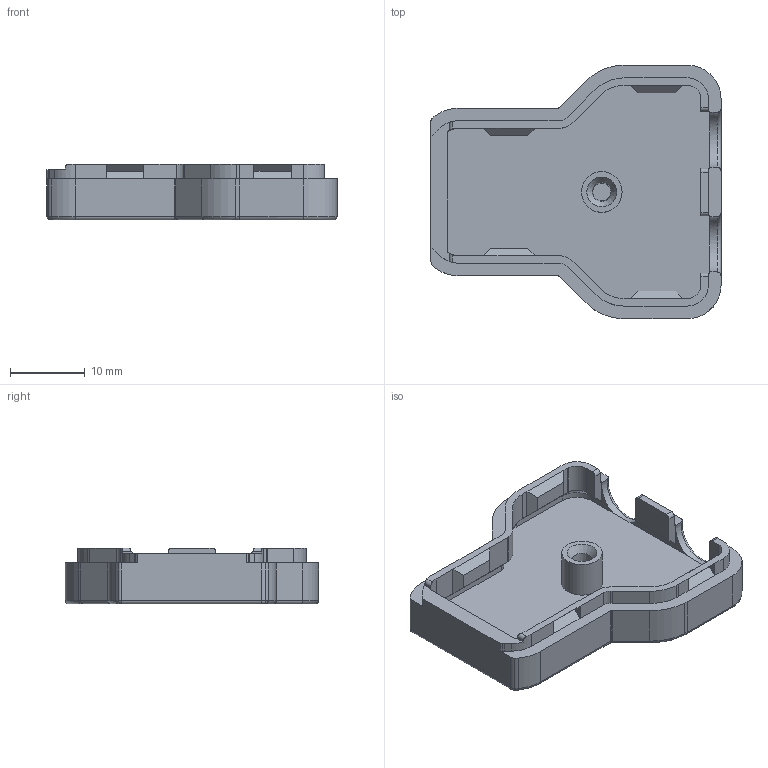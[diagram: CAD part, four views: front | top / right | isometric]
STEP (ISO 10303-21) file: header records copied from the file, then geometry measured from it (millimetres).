
FILE_DESCRIPTION(/* description */ (''),/* implementation_level */ '2;1');
FILE_NAME(/* name */ 'Rocket-Switch-Interface-Top-Case.step',/* time_stamp */ '2022-10-25T19:17:51-07:00',/* author */ (''),/* organization */ (''),/* preprocessor_version */ 'ST-DEVELOPER v19.2',/* originating_system */ 'Autodesk Translation Framework v11.17.0.187',/* authorisation */ '');
FILE_SCHEMA (('AUTOMOTIVE_DESIGN { 1 0 10303 214 3 1 1 }'));
Length unit declared in the file: millimetre
Products named in the file (2): Rocket-Switch-Interface-Top-Case; Case
Assembly tree (1 placements, depth 2):
  Rocket-Switch-Interface-Top-Case
    Case
Bounding box: 38.9 x 34 x 7.5 mm (x, y, z)
Volume: 2927 mm3; surface area: 4082.7 mm2
Topology: 1 solids, 1 shells, 678 faces, 1888 edges, 1232 vertices
Faces by surface type: bspline 383, plane 214, cylinder 59, torus 11, cone 10, sphere 1
Full cylindrical faces by diameter (mm): 5.45 x1
Entity records: 25356 total; most frequent: CARTESIAN_POINT 10527, ORIENTED_EDGE 3776, EDGE_CURVE 1888, DIRECTION 1839, VERTEX_POINT 1232, LINE 961, VECTOR 961, B_SPLINE_CURVE_WITH_KNOTS 785
